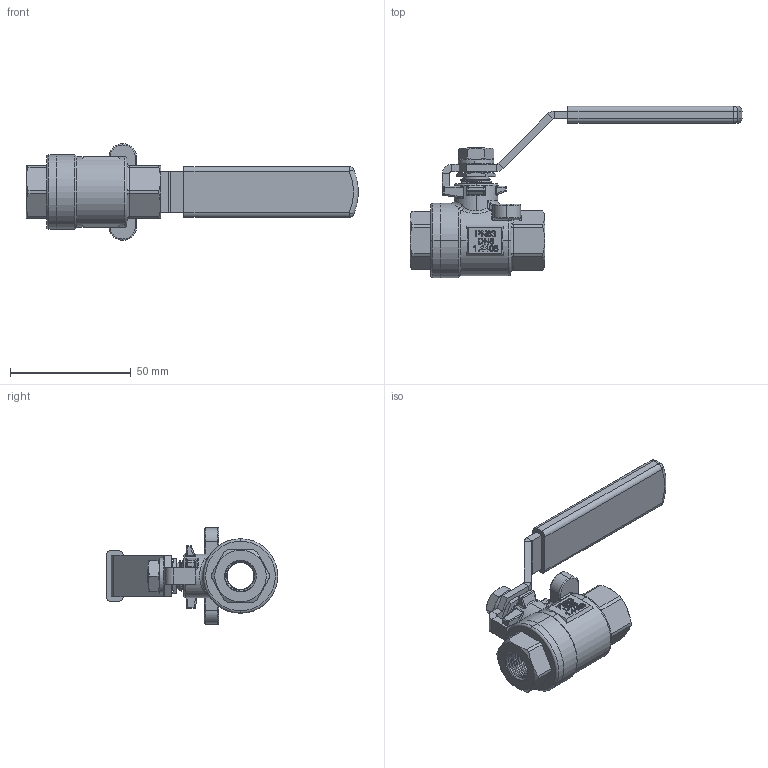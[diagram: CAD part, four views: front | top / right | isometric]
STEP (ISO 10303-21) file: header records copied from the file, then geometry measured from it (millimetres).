
FILE_DESCRIPTION (( 'STEP AP203' ), '1' );
FILE_NAME ('JV-20A-無掛鎖-藍.STEP', '2012-08-01T01:29:31', ( 'TULIPA' ), ( 'TULIPA' ), 'SwSTEP 2.0', 'SolidWorks 2005179', '' );
FILE_SCHEMA (( 'CONFIG_CONTROL_DESIGN' ));
Length unit declared in the file: millimetre
Products named in the file (1): JV-20A-無掛鎖-藍
Bounding box: 137.22 x 70.9 x 39.9 mm (x, y, z)
Volume: 43836.2 mm3; surface area: 33792.5 mm2
Topology: 16 solids, 16 shells, 859 faces, 2153 edges, 1341 vertices
Faces by surface type: cylinder 271, plane 257, bspline 176, cone 87, torus 44, sphere 24
Entity records: 68469 total; most frequent: CARTESIAN_POINT 49813, ORIENTED_EDGE 4262, DIRECTION 3303, EDGE_CURVE 2131, VERTEX_POINT 1337, AXIS2_PLACEMENT_3D 1213, EDGE_LOOP 922, VECTOR 877
